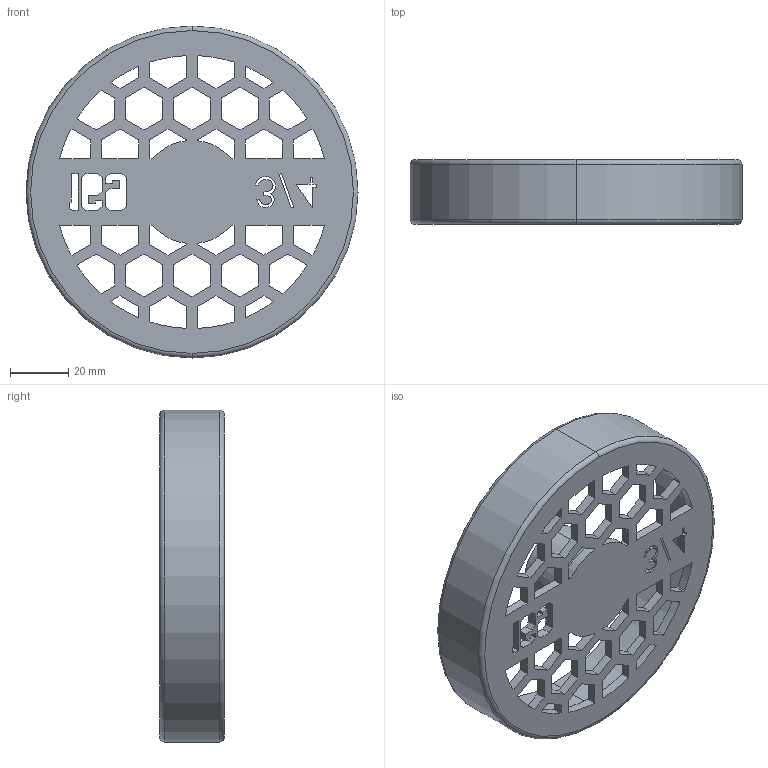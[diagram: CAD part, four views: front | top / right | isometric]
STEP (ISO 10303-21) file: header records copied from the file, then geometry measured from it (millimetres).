
FILE_DESCRIPTION (( 'STEP AP214' ), '1' );
FILE_NAME ('4in_0.750.STEP', '2021-05-01T17:11:16', ( '' ), ( '' ), 'SwSTEP 2.0', 'SolidWorks 2019', '' );
FILE_SCHEMA (( 'AUTOMOTIVE_DESIGN' ));
Length unit declared in the file: inch
Products named in the file (1): 4in_0.750
Bounding box: 114.3 x 22.23 x 114.3 mm (x, y, z)
Volume: 75153.1 mm3; surface area: 33985 mm2
Topology: 1 solids, 1 shells, 246 faces, 722 edges, 480 vertices
Faces by surface type: plane 202, cylinder 26, bspline 14, torus 4
Entity records: 8922 total; most frequent: CARTESIAN_POINT 2231, ORIENTED_EDGE 1444, DIRECTION 1220, EDGE_CURVE 722, LINE 634, VECTOR 634, VERTEX_POINT 480, EDGE_LOOP 320
